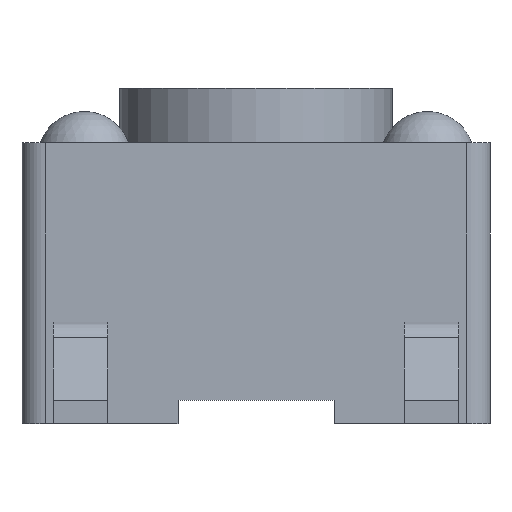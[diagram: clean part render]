
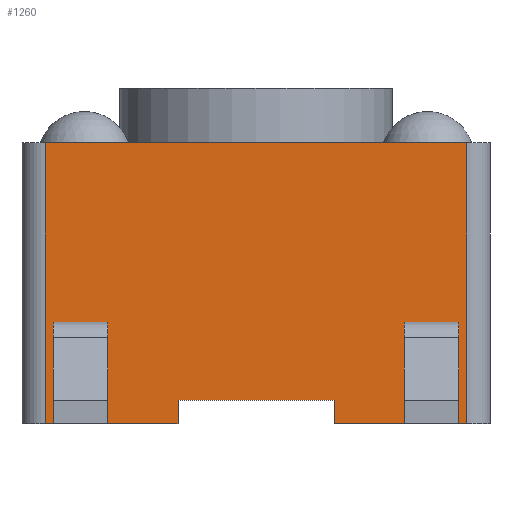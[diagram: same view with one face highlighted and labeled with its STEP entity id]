
A CAD part, front view. The second image highlights one B-rep face of the part: STEP entity #1260.
In plain terms, the highlighted planar face has unit normal (0, -1, 0).
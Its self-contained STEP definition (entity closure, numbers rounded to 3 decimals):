
#90=DIRECTION('',(0.,0.,-1.));
#91=VECTOR('',#90,0.3);
#92=CARTESIAN_POINT('',(2.6,-3.,-2.3));
#93=LINE('',#92,#91);
#94=DIRECTION('',(1.,0.,0.));
#95=VECTOR('',#94,0.7);
#96=CARTESIAN_POINT('',(1.9,-3.,-2.3));
#97=LINE('',#96,#95);
#98=DIRECTION('',(0.,0.,1.));
#99=VECTOR('',#98,0.3);
#100=CARTESIAN_POINT('',(1.9,-3.,-2.6));
#101=LINE('',#100,#99);
#102=DIRECTION('',(-1.,0.,0.));
#103=VECTOR('',#102,0.7);
#104=CARTESIAN_POINT('',(2.6,-3.,-2.6));
#105=LINE('',#104,#103);
#106=DIRECTION('',(0.,0.,1.));
#107=VECTOR('',#106,0.3);
#108=CARTESIAN_POINT('',(-2.6,-3.,-2.6));
#109=LINE('',#108,#107);
#110=DIRECTION('',(-1.,0.,0.));
#111=VECTOR('',#110,0.7);
#112=CARTESIAN_POINT('',(-1.9,-3.,-2.6));
#113=LINE('',#112,#111);
#114=DIRECTION('',(0.,0.,-1.));
#115=VECTOR('',#114,0.3);
#116=CARTESIAN_POINT('',(-1.9,-3.,-2.3));
#117=LINE('',#116,#115);
#118=DIRECTION('',(1.,0.,0.));
#119=VECTOR('',#118,0.7);
#120=CARTESIAN_POINT('',(-2.6,-3.,-2.3));
#121=LINE('',#120,#119);
#122=DIRECTION('',(0.,0.,1.));
#123=VECTOR('',#122,3.6);
#124=CARTESIAN_POINT('',(-2.7,-3.,-3.6));
#125=LINE('',#124,#123);
#126=DIRECTION('',(-1.,0.,0.));
#127=VECTOR('',#126,5.4);
#128=CARTESIAN_POINT('',(2.7,-3.,0.));
#129=LINE('',#128,#127);
#130=DIRECTION('',(1.,0.,0.));
#131=VECTOR('',#130,1.7);
#132=CARTESIAN_POINT('',(1.,-3.,-3.6));
#133=LINE('',#132,#131);
#134=DIRECTION('',(1.,0.,0.));
#135=VECTOR('',#134,1.7);
#136=CARTESIAN_POINT('',(-2.7,-3.,-3.6));
#137=LINE('',#136,#135);
#770=DIRECTION('',(0.,0.,1.));
#771=VECTOR('',#770,3.6);
#772=CARTESIAN_POINT('',(2.7,-3.,-3.6));
#773=LINE('',#772,#771);
#782=DIRECTION('',(0.,0.,1.));
#783=VECTOR('',#782,0.3);
#784=CARTESIAN_POINT('',(1.,-3.,-3.6));
#785=LINE('',#784,#783);
#798=DIRECTION('',(-1.,0.,0.));
#799=VECTOR('',#798,2.);
#800=CARTESIAN_POINT('',(1.,-3.,-3.3));
#801=LINE('',#800,#799);
#806=DIRECTION('',(0.,0.,-1.));
#807=VECTOR('',#806,0.3);
#808=CARTESIAN_POINT('',(-1.,-3.,-3.3));
#809=LINE('',#808,#807);
#886=CARTESIAN_POINT('',(-1.,-3.,-3.6));
#888=VERTEX_POINT('',#886);
#892=CARTESIAN_POINT('',(-1.,-3.,-3.3));
#893=VERTEX_POINT('',#892);
#895=CARTESIAN_POINT('',(1.,-3.,-3.6));
#897=VERTEX_POINT('',#895);
#898=CARTESIAN_POINT('',(1.,-3.,-3.3));
#899=VERTEX_POINT('',#898);
#906=CARTESIAN_POINT('',(-2.7,-3.,-3.6));
#907=VERTEX_POINT('',#906);
#912=CARTESIAN_POINT('',(2.7,-3.,-3.6));
#913=VERTEX_POINT('',#912);
#934=CARTESIAN_POINT('',(2.6,-3.,-2.3));
#935=CARTESIAN_POINT('',(2.6,-3.,-2.6));
#936=VERTEX_POINT('',#934);
#937=VERTEX_POINT('',#935);
#938=CARTESIAN_POINT('',(1.9,-3.,-2.6));
#939=VERTEX_POINT('',#938);
#940=CARTESIAN_POINT('',(1.9,-3.,-2.3));
#941=VERTEX_POINT('',#940);
#942=CARTESIAN_POINT('',(-2.6,-3.,-2.6));
#943=CARTESIAN_POINT('',(-2.6,-3.,-2.3));
#944=VERTEX_POINT('',#942);
#945=VERTEX_POINT('',#943);
#946=CARTESIAN_POINT('',(-1.9,-3.,-2.3));
#947=VERTEX_POINT('',#946);
#948=CARTESIAN_POINT('',(-1.9,-3.,-2.6));
#949=VERTEX_POINT('',#948);
#950=CARTESIAN_POINT('',(2.7,-3.,0.));
#951=CARTESIAN_POINT('',(-2.7,-3.,0.));
#952=VERTEX_POINT('',#950);
#953=VERTEX_POINT('',#951);
#1218=CARTESIAN_POINT('',(-2.7,-3.,-1.95));
#1219=DIRECTION('',(0.,-1.,0.));
#1220=DIRECTION('',(0.,0.,-1.));
#1221=AXIS2_PLACEMENT_3D('',#1218,#1219,#1220);
#1222=PLANE('',#1221);
#1224=ORIENTED_EDGE('',*,*,#1223,.T.);
#1225=ORIENTED_EDGE('',*,*,#1147,.F.);
#1227=ORIENTED_EDGE('',*,*,#1226,.F.);
#1229=ORIENTED_EDGE('',*,*,#1228,.F.);
#1231=ORIENTED_EDGE('',*,*,#1230,.T.);
#1233=ORIENTED_EDGE('',*,*,#1232,.T.);
#1235=ORIENTED_EDGE('',*,*,#1234,.T.);
#1237=ORIENTED_EDGE('',*,*,#1236,.F.);
#1238=EDGE_LOOP('',(#1224,#1225,#1227,#1229,#1231,#1233,#1235,#1237));
#1239=FACE_OUTER_BOUND('',#1238,.F.);
#1241=ORIENTED_EDGE('',*,*,#1240,.F.);
#1243=ORIENTED_EDGE('',*,*,#1242,.F.);
#1245=ORIENTED_EDGE('',*,*,#1244,.F.);
#1247=ORIENTED_EDGE('',*,*,#1246,.F.);
#1248=EDGE_LOOP('',(#1241,#1243,#1245,#1247));
#1249=FACE_BOUND('',#1248,.F.);
#1251=ORIENTED_EDGE('',*,*,#1250,.F.);
#1253=ORIENTED_EDGE('',*,*,#1252,.F.);
#1255=ORIENTED_EDGE('',*,*,#1254,.F.);
#1257=ORIENTED_EDGE('',*,*,#1256,.F.);
#1258=EDGE_LOOP('',(#1251,#1253,#1255,#1257));
#1259=FACE_BOUND('',#1258,.F.);
#1147=EDGE_CURVE('',#952,#953,#129,.T.);
#1223=EDGE_CURVE('',#907,#953,#125,.T.);
#1226=EDGE_CURVE('',#913,#952,#773,.T.);
#1228=EDGE_CURVE('',#897,#913,#133,.T.);
#1230=EDGE_CURVE('',#897,#899,#785,.T.);
#1232=EDGE_CURVE('',#899,#893,#801,.T.);
#1234=EDGE_CURVE('',#893,#888,#809,.T.);
#1236=EDGE_CURVE('',#907,#888,#137,.T.);
#1240=EDGE_CURVE('',#944,#945,#109,.T.);
#1242=EDGE_CURVE('',#949,#944,#113,.T.);
#1244=EDGE_CURVE('',#947,#949,#117,.T.);
#1246=EDGE_CURVE('',#945,#947,#121,.T.);
#1250=EDGE_CURVE('',#936,#937,#93,.T.);
#1252=EDGE_CURVE('',#941,#936,#97,.T.);
#1254=EDGE_CURVE('',#939,#941,#101,.T.);
#1256=EDGE_CURVE('',#937,#939,#105,.T.);
#1260=ADVANCED_FACE('',(#1239,#1249,#1259),#1222,.T.);
